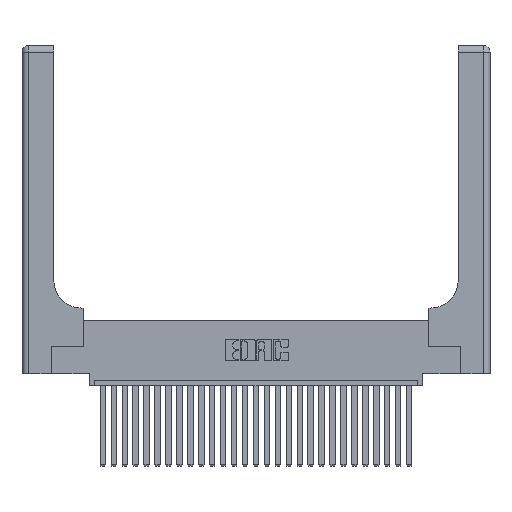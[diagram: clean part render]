
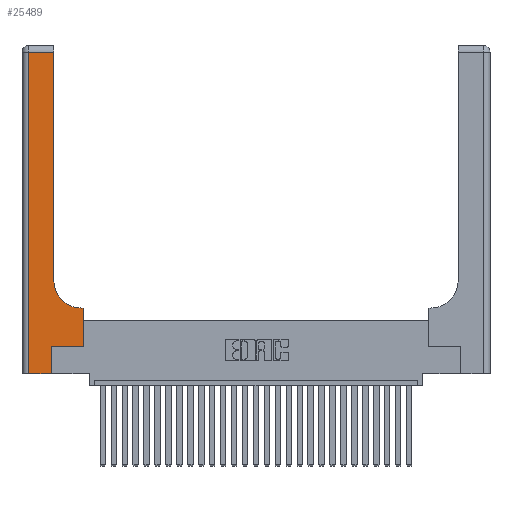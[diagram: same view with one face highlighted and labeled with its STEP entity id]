
A CAD part, top view. The second image highlights one B-rep face of the part: STEP entity #25489.
In plain terms, the highlighted planar face has unit normal (0, 0, 1).
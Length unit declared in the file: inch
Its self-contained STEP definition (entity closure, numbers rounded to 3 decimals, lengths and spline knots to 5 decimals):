
#86 = EDGE_CURVE ( 'NONE', #20731, #5569, #2208, .T. ) ;
#151 = DIRECTION ( 'NONE',  ( 1., 0., 0. ) ) ;
#590 = EDGE_CURVE ( 'NONE', #5569, #15550, #6930, .T. ) ;
#1358 = DIRECTION ( 'NONE',  ( 1., 0., 0. ) ) ;
#2047 = ORIENTED_EDGE ( 'NONE', *, *, #17095, .T. ) ;
#2208 = LINE ( 'NONE', #10377, #11156 ) ;
#3157 = EDGE_CURVE ( 'NONE', #18680, #14194, #8156, .T. ) ;
#4090 = EDGE_CURVE ( 'NONE', #28194, #11712, #24175, .T. ) ;
#4137 = ORIENTED_EDGE ( 'NONE', *, *, #86, .T. ) ;
#4700 = CARTESIAN_POINT ( 'NONE',  ( 0.06, 0., 0.37 ) ) ;
#4891 = VECTOR ( 'NONE', #9212, 39.37008 ) ;
#4983 = CARTESIAN_POINT ( 'NONE',  ( 0., 3., 0.37 ) ) ;
#4985 = VECTOR ( 'NONE', #13886, 39.37008 ) ;
#5167 = VERTEX_POINT ( 'NONE', #28069 ) ;
#5569 = VERTEX_POINT ( 'NONE', #22124 ) ;
#6930 = LINE ( 'NONE', #15768, #4891 ) ;
#8156 = LINE ( 'NONE', #13295, #21776 ) ;
#9136 = VECTOR ( 'NONE', #16416, 39.37008 ) ;
#9212 = DIRECTION ( 'NONE',  ( -1., 0., 0. ) ) ;
#9726 = DIRECTION ( 'NONE',  ( 0., 1., 0. ) ) ;
#10094 = VECTOR ( 'NONE', #1358, 39.37008 ) ;
#10377 = CARTESIAN_POINT ( 'NONE',  ( 0.5585, 0.25, 0.37 ) ) ;
#10664 = VECTOR ( 'NONE', #26889, 39.37008 ) ;
#10728 = ORIENTED_EDGE ( 'NONE', *, *, #17326, .T. ) ;
#10893 = FACE_OUTER_BOUND ( 'NONE', #14747, .T. ) ;
#11009 = EDGE_CURVE ( 'NONE', #14194, #5167, #16026, .T. ) ;
#11013 = ORIENTED_EDGE ( 'NONE', *, *, #4090, .T. ) ;
#11156 = VECTOR ( 'NONE', #18790, 39.37008 ) ;
#11257 = CARTESIAN_POINT ( 'NONE',  ( 0.269, 0.25, 0.37 ) ) ;
#11712 = VERTEX_POINT ( 'NONE', #22708 ) ;
#11905 = DIRECTION ( 'NONE',  ( 0., 1., 0. ) ) ;
#13295 = CARTESIAN_POINT ( 'NONE',  ( 0.2915, 3., 0.37 ) ) ;
#13886 = DIRECTION ( 'NONE',  ( -1., 0., 0. ) ) ;
#14194 = VERTEX_POINT ( 'NONE', #16481 ) ;
#14471 = ORIENTED_EDGE ( 'NONE', *, *, #590, .T. ) ;
#14588 = CARTESIAN_POINT ( 'NONE',  ( 0.5415, 0.6, 0.37 ) ) ;
#14747 = EDGE_LOOP ( 'NONE', ( #21003, #22312, #10728, #15141, #11013, #15170, #4137, #14471, #2047 ) ) ;
#15141 = ORIENTED_EDGE ( 'NONE', *, *, #26958, .T. ) ;
#15170 = ORIENTED_EDGE ( 'NONE', *, *, #15318, .T. ) ;
#15263 = LINE ( 'NONE', #23437, #10094 ) ;
#15318 = EDGE_CURVE ( 'NONE', #11712, #20731, #16514, .T. ) ;
#15550 = VERTEX_POINT ( 'NONE', #14588 ) ;
#15598 = DIRECTION ( 'NONE',  ( 0., 0., -1. ) ) ;
#15768 = CARTESIAN_POINT ( 'NONE',  ( 0.2915, 0.6, 0.37 ) ) ;
#16026 = LINE ( 'NONE', #22660, #4985 ) ;
#16416 = DIRECTION ( 'NONE',  ( 0., -1., 0. ) ) ;
#16481 = CARTESIAN_POINT ( 'NONE',  ( 0.2915, 2.94, 0.37 ) ) ;
#16514 = LINE ( 'NONE', #11257, #10664 ) ;
#17095 = EDGE_CURVE ( 'NONE', #15550, #18680, #24803, .T. ) ;
#17326 = EDGE_CURVE ( 'NONE', #5167, #21443, #26182, .T. ) ;
#18202 = VECTOR ( 'NONE', #11905, 39.37008 ) ;
#18387 = CARTESIAN_POINT ( 'NONE',  ( 0.06, 3., 0.37 ) ) ;
#18680 = VERTEX_POINT ( 'NONE', #24069 ) ;
#18790 = DIRECTION ( 'NONE',  ( 0., 1., 0. ) ) ;
#20132 = AXIS2_PLACEMENT_3D ( 'NONE', #4983, #22735, #20205 ) ;
#20205 = DIRECTION ( 'NONE',  ( -1., 0., 0. ) ) ;
#20731 = VERTEX_POINT ( 'NONE', #27053 ) ;
#21003 = ORIENTED_EDGE ( 'NONE', *, *, #3157, .T. ) ;
#21142 = AXIS2_PLACEMENT_3D ( 'NONE', #22168, #15598, #151 ) ;
#21249 = CARTESIAN_POINT ( 'NONE',  ( 0.269, 0., 0.37 ) ) ;
#21443 = VERTEX_POINT ( 'NONE', #4700 ) ;
#21776 = VECTOR ( 'NONE', #9726, 39.37008 ) ;
#22124 = CARTESIAN_POINT ( 'NONE',  ( 0.5585, 0.6, 0.37 ) ) ;
#22168 = CARTESIAN_POINT ( 'NONE',  ( 0.5415, 0.85, 0.37 ) ) ;
#22312 = ORIENTED_EDGE ( 'NONE', *, *, #11009, .T. ) ;
#22660 = CARTESIAN_POINT ( 'NONE',  ( 0., 2.94, 0.37 ) ) ;
#22708 = CARTESIAN_POINT ( 'NONE',  ( 0.269, 0.25, 0.37 ) ) ;
#22735 = DIRECTION ( 'NONE',  ( 0., 0., -1. ) ) ;
#23008 = CARTESIAN_POINT ( 'NONE',  ( 0.269, 0., 0.37 ) ) ;
#23437 = CARTESIAN_POINT ( 'NONE',  ( 0., 0., 0.37 ) ) ;
#24069 = CARTESIAN_POINT ( 'NONE',  ( 0.2915, 0.85, 0.37 ) ) ;
#24175 = LINE ( 'NONE', #23008, #18202 ) ;
#24803 = CIRCLE ( 'NONE', #21142, 0.25 ) ;
#25489 = ADVANCED_FACE ( 'NONE', ( #10893 ), #27107, .F. ) ;
#26182 = LINE ( 'NONE', #18387, #9136 ) ;
#26889 = DIRECTION ( 'NONE',  ( 1., 0., 0. ) ) ;
#26958 = EDGE_CURVE ( 'NONE', #21443, #28194, #15263, .T. ) ;
#27053 = CARTESIAN_POINT ( 'NONE',  ( 0.5585, 0.25, 0.37 ) ) ;
#27107 = PLANE ( 'NONE',  #20132 ) ;
#28069 = CARTESIAN_POINT ( 'NONE',  ( 0.06, 2.94, 0.37 ) ) ;
#28194 = VERTEX_POINT ( 'NONE', #21249 ) ;
